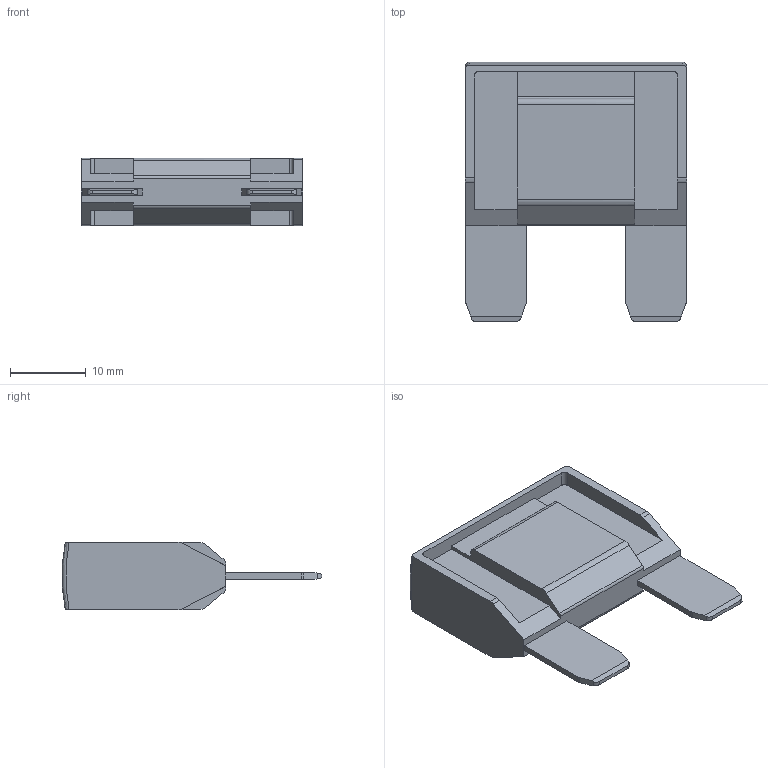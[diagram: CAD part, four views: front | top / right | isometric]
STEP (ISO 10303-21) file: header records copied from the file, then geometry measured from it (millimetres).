
FILE_DESCRIPTION (( 'STEP AP214' ), '1' );
FILE_NAME ('3600-105-E.STEP', '2019-01-25T20:37:23', ( '' ), ( '' ), 'SwSTEP 2.0', 'SolidWorks 2018', '' );
FILE_SCHEMA (( 'AUTOMOTIVE_DESIGN' ));
Length unit declared in the file: inch
Products named in the file (2): 3600-105-E
Bounding box: 29.2 x 34.25 x 8.9 mm (x, y, z)
Volume: 4461 mm3; surface area: 2788.5 mm2
Topology: 1 solids, 1 shells, 76 faces, 216 edges, 144 vertices
Faces by surface type: plane 49, cylinder 15, bspline 10, torus 2
Entity records: 3099 total; most frequent: CARTESIAN_POINT 872, ORIENTED_EDGE 432, DIRECTION 324, EDGE_CURVE 216, VERTEX_POINT 144, VECTOR 140, LINE 140, AXIS2_PLACEMENT_3D 92
